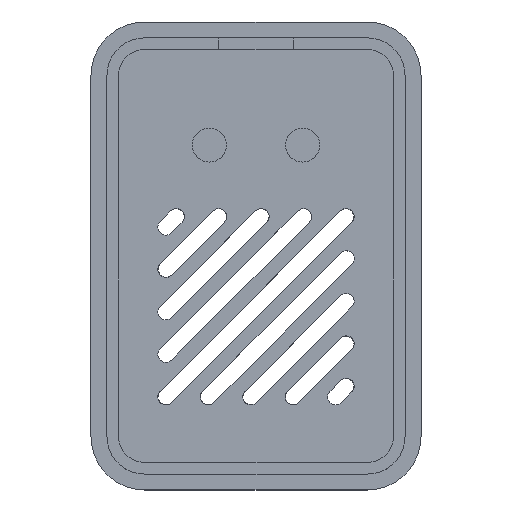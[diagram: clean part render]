
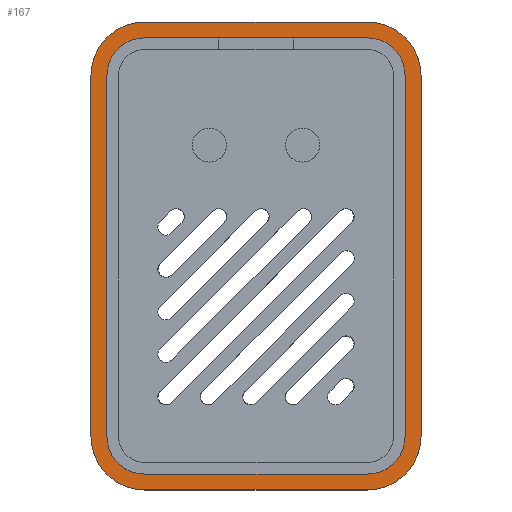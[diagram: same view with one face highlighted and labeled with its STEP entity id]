
A CAD part, top view. The second image highlights one B-rep face of the part: STEP entity #167.
In plain terms, the highlighted planar face has unit normal (0, 0, 1).
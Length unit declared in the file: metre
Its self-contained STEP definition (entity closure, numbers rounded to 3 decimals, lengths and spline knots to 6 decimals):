
#167 = ADVANCED_FACE( '', ( #373, #374 ), #375, .F. );
#373 = FACE_BOUND( '', #621, .T. );
#374 = FACE_OUTER_BOUND( '', #622, .T. );
#375 = PLANE( '', #623 );
#621 = EDGE_LOOP( '', ( #1132, #1133, #1134, #1135, #1136, #1137, #1138, #1139 ) );
#622 = EDGE_LOOP( '', ( #1140, #1141, #1142, #1143, #1144, #1145, #1146, #1147 ) );
#623 = AXIS2_PLACEMENT_3D( '', #1148, #1149, #1150 );
#1132 = ORIENTED_EDGE( '', *, *, #1715, .F. );
#1133 = ORIENTED_EDGE( '', *, *, #1716, .T. );
#1134 = ORIENTED_EDGE( '', *, *, #1683, .T. );
#1135 = ORIENTED_EDGE( '', *, *, #1717, .T. );
#1136 = ORIENTED_EDGE( '', *, *, #1718, .T. );
#1137 = ORIENTED_EDGE( '', *, *, #1666, .T. );
#1138 = ORIENTED_EDGE( '', *, *, #1678, .T. );
#1139 = ORIENTED_EDGE( '', *, *, #1702, .T. );
#1140 = ORIENTED_EDGE( '', *, *, #1563, .T. );
#1141 = ORIENTED_EDGE( '', *, *, #1719, .F. );
#1142 = ORIENTED_EDGE( '', *, *, #1720, .F. );
#1143 = ORIENTED_EDGE( '', *, *, #1647, .F. );
#1144 = ORIENTED_EDGE( '', *, *, #1721, .F. );
#1145 = ORIENTED_EDGE( '', *, *, #1722, .F. );
#1146 = ORIENTED_EDGE( '', *, *, #1537, .F. );
#1147 = ORIENTED_EDGE( '', *, *, #1681, .F. );
#1148 = CARTESIAN_POINT( '', ( 0., -0.03585, -0.02055 ) );
#1149 = DIRECTION( '', ( 0., 0., -1. ) );
#1150 = DIRECTION( '', ( 1., 0., 0. ) );
#1537 = EDGE_CURVE( '', #1809, #1811, #1812, .T. );
#1563 = EDGE_CURVE( '', #1861, #1859, #1862, .T. );
#1647 = EDGE_CURVE( '', #2002, #2004, #2005, .T. );
#1666 = EDGE_CURVE( '', #2030, #2031, #2032, .T. );
#1678 = EDGE_CURVE( '', #2031, #2048, #2049, .T. );
#1681 = EDGE_CURVE( '', #1861, #1809, #2052, .T. );
#1683 = EDGE_CURVE( '', #2054, #2055, #2056, .T. );
#1702 = EDGE_CURVE( '', #2048, #2081, #2082, .T. );
#1715 = EDGE_CURVE( '', #2099, #2081, #2100, .T. );
#1716 = EDGE_CURVE( '', #2099, #2054, #2101, .T. );
#1717 = EDGE_CURVE( '', #2055, #2102, #2103, .T. );
#1718 = EDGE_CURVE( '', #2102, #2030, #2104, .T. );
#1719 = EDGE_CURVE( '', #2105, #1859, #2106, .T. );
#1720 = EDGE_CURVE( '', #2004, #2105, #2107, .T. );
#1721 = EDGE_CURVE( '', #2108, #2002, #2109, .T. );
#1722 = EDGE_CURVE( '', #1811, #2108, #2110, .T. );
#1809 = VERTEX_POINT( '', #2211 );
#1811 = VERTEX_POINT( '', #2214 );
#1812 = LINE( '', #2215, #2216 );
#1859 = VERTEX_POINT( '', #2277 );
#1861 = VERTEX_POINT( '', #2280 );
#1862 = LINE( '', #2281, #2282 );
#2002 = VERTEX_POINT( '', #2606 );
#2004 = VERTEX_POINT( '', #2609 );
#2005 = CIRCLE( '', #2610, 0.00505 );
#2030 = VERTEX_POINT( '', #2656 );
#2031 = VERTEX_POINT( '', #2657 );
#2032 = CIRCLE( '', #2658, 0.00355 );
#2048 = VERTEX_POINT( '', #2690 );
#2049 = LINE( '', #2691, #2692 );
#2052 = CIRCLE( '', #2696, 0.00505 );
#2054 = VERTEX_POINT( '', #2698 );
#2055 = VERTEX_POINT( '', #2699 );
#2056 = LINE( '', #2700, #2701 );
#2081 = VERTEX_POINT( '', #2736 );
#2082 = CIRCLE( '', #2737, 0.00355 );
#2099 = VERTEX_POINT( '', #2771 );
#2100 = LINE( '', #2772, #2773 );
#2101 = CIRCLE( '', #2774, 0.00355 );
#2102 = VERTEX_POINT( '', #2775 );
#2103 = CIRCLE( '', #2776, 0.00355 );
#2104 = LINE( '', #2777, #2778 );
#2105 = VERTEX_POINT( '', #2779 );
#2106 = CIRCLE( '', #2780, 0.00505 );
#2107 = LINE( '', #2781, #2782 );
#2108 = VERTEX_POINT( '', #2783 );
#2109 = LINE( '', #2784, #2785 );
#2110 = CIRCLE( '', #2786, 0.00505 );
#2211 = CARTESIAN_POINT( '', ( -0.01555, -0.05285, -0.02055 ) );
#2214 = CARTESIAN_POINT( '', ( -0.01555, -0.01885, -0.02055 ) );
#2215 = CARTESIAN_POINT( '', ( -0.01555, -0.03585, -0.02055 ) );
#2216 = VECTOR( '', #2976, 1. );
#2277 = CARTESIAN_POINT( '', ( 0.0105, -0.0579, -0.02055 ) );
#2280 = CARTESIAN_POINT( '', ( -0.0105, -0.0579, -0.02055 ) );
#2281 = CARTESIAN_POINT( '', ( 0., -0.0579, -0.02055 ) );
#2282 = VECTOR( '', #3016, 1. );
#2606 = CARTESIAN_POINT( '', ( 0.0105, -0.0138, -0.02055 ) );
#2609 = CARTESIAN_POINT( '', ( 0.01555, -0.01885, -0.02055 ) );
#2610 = AXIS2_PLACEMENT_3D( '', #3098, #3099, #3100 );
#2656 = CARTESIAN_POINT( '', ( 0.0105, -0.0153, -0.02055 ) );
#2657 = CARTESIAN_POINT( '', ( 0.01405, -0.01885, -0.02055 ) );
#2658 = AXIS2_PLACEMENT_3D( '', #3112, #3113, #3114 );
#2690 = CARTESIAN_POINT( '', ( 0.01405, -0.05285, -0.02055 ) );
#2691 = CARTESIAN_POINT( '', ( 0.01405, -0.03585, -0.02055 ) );
#2692 = VECTOR( '', #3124, 1. );
#2696 = AXIS2_PLACEMENT_3D( '', #3126, #3127, #3128 );
#2698 = CARTESIAN_POINT( '', ( -0.01405, -0.05285, -0.02055 ) );
#2699 = CARTESIAN_POINT( '', ( -0.01405, -0.01885, -0.02055 ) );
#2700 = CARTESIAN_POINT( '', ( -0.01405, -0.03585, -0.02055 ) );
#2701 = VECTOR( '', #3129, 1. );
#2736 = CARTESIAN_POINT( '', ( 0.0105, -0.0564, -0.02055 ) );
#2737 = AXIS2_PLACEMENT_3D( '', #3146, #3147, #3148 );
#2771 = CARTESIAN_POINT( '', ( -0.0105, -0.0564, -0.02055 ) );
#2772 = CARTESIAN_POINT( '', ( 0., -0.0564, -0.02055 ) );
#2773 = VECTOR( '', #3156, 1. );
#2774 = AXIS2_PLACEMENT_3D( '', #3157, #3158, #3159 );
#2775 = CARTESIAN_POINT( '', ( -0.0105, -0.0153, -0.02055 ) );
#2776 = AXIS2_PLACEMENT_3D( '', #3160, #3161, #3162 );
#2777 = CARTESIAN_POINT( '', ( 0., -0.0153, -0.02055 ) );
#2778 = VECTOR( '', #3163, 1. );
#2779 = CARTESIAN_POINT( '', ( 0.01555, -0.05285, -0.02055 ) );
#2780 = AXIS2_PLACEMENT_3D( '', #3164, #3165, #3166 );
#2781 = CARTESIAN_POINT( '', ( 0.01555, -0.03585, -0.02055 ) );
#2782 = VECTOR( '', #3167, 1. );
#2783 = CARTESIAN_POINT( '', ( -0.0105, -0.0138, -0.02055 ) );
#2784 = CARTESIAN_POINT( '', ( 0., -0.0138, -0.02055 ) );
#2785 = VECTOR( '', #3168, 1. );
#2786 = AXIS2_PLACEMENT_3D( '', #3169, #3170, #3171 );
#2976 = DIRECTION( '', ( 0., 1., 0. ) );
#3016 = DIRECTION( '', ( 1., 0., 0. ) );
#3098 = CARTESIAN_POINT( '', ( 0.0105, -0.01885, -0.02055 ) );
#3099 = DIRECTION( '', ( 0., 0., -1. ) );
#3100 = DIRECTION( '', ( 0., 1., 0. ) );
#3112 = CARTESIAN_POINT( '', ( 0.0105, -0.01885, -0.02055 ) );
#3113 = DIRECTION( '', ( 0., 0., -1. ) );
#3114 = DIRECTION( '', ( 0., 1., 0. ) );
#3124 = DIRECTION( '', ( 0., -1., 0. ) );
#3126 = CARTESIAN_POINT( '', ( -0.0105, -0.05285, -0.02055 ) );
#3127 = DIRECTION( '', ( 0., 0., -1. ) );
#3128 = DIRECTION( '', ( 0., 1., 0. ) );
#3129 = DIRECTION( '', ( 0., 1., 0. ) );
#3146 = CARTESIAN_POINT( '', ( 0.0105, -0.05285, -0.02055 ) );
#3147 = DIRECTION( '', ( 0., 0., -1. ) );
#3148 = DIRECTION( '', ( 0., 1., 0. ) );
#3156 = DIRECTION( '', ( 1., 0., 0. ) );
#3157 = CARTESIAN_POINT( '', ( -0.0105, -0.05285, -0.02055 ) );
#3158 = DIRECTION( '', ( 0., 0., -1. ) );
#3159 = DIRECTION( '', ( 0., 1., 0. ) );
#3160 = CARTESIAN_POINT( '', ( -0.0105, -0.01885, -0.02055 ) );
#3161 = DIRECTION( '', ( 0., 0., -1. ) );
#3162 = DIRECTION( '', ( 0., 1., 0. ) );
#3163 = DIRECTION( '', ( 1., 0., 0. ) );
#3164 = CARTESIAN_POINT( '', ( 0.0105, -0.05285, -0.02055 ) );
#3165 = DIRECTION( '', ( 0., 0., -1. ) );
#3166 = DIRECTION( '', ( 0., 1., 0. ) );
#3167 = DIRECTION( '', ( 0., -1., 0. ) );
#3168 = DIRECTION( '', ( 1., 0., 0. ) );
#3169 = CARTESIAN_POINT( '', ( -0.0105, -0.01885, -0.02055 ) );
#3170 = DIRECTION( '', ( 0., 0., -1. ) );
#3171 = DIRECTION( '', ( 0., 1., 0. ) );
